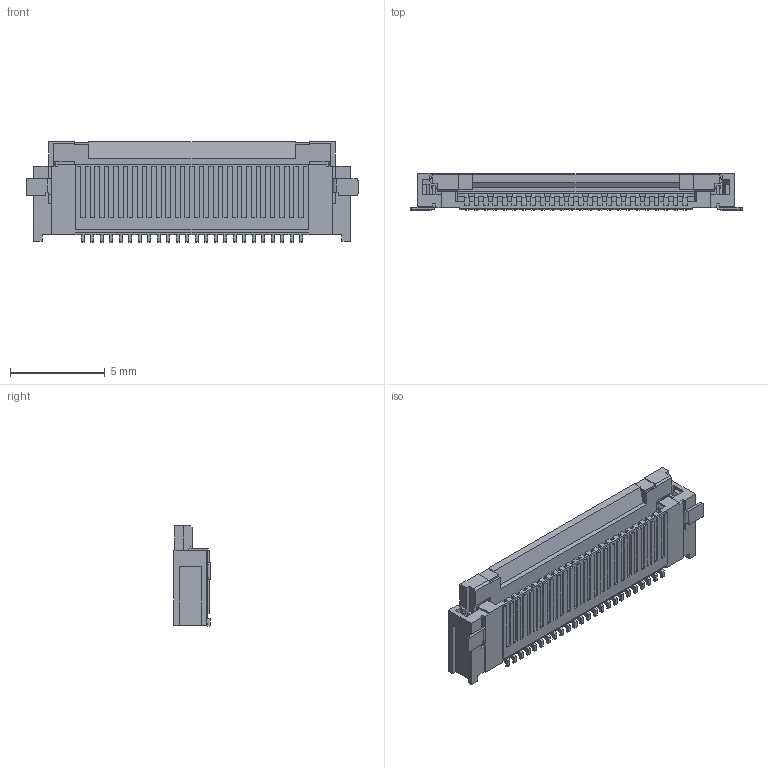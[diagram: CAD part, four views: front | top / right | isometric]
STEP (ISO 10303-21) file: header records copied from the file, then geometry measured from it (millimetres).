
FILE_DESCRIPTION((''),'2;1');
FILE_NAME('5051102491','2019-06-14T',('gga'),(''),'PRO/ENGINEER BY PARAMETRIC TECHNOLOGY CORPORATION, 2016010','PRO/ENGINEER BY PARAMETRIC TECHNOLOGY CORPORATION, 2016010','');
FILE_SCHEMA(('CONFIG_CONTROL_DESIGN'));
Length unit declared in the file: millimetre
Products named in the file (1): 5051102491
Bounding box: 17.5 x 1.9 x 5.3 mm (x, y, z)
Volume: 98.8 mm3; surface area: 428.5 mm2
Topology: 1 solids, 1 shells, 1296 faces, 4108 edges, 2766 vertices
Faces by surface type: plane 1223, cylinder 73
Entity records: 44641 total; most frequent: CARTESIAN_POINT 8083, ORIENTED_EDGE 8008, DIRECTION 6896, EDGE_CURVE 4004, VECTOR 3910, LINE 3910, VERTEX_POINT 2662, AXIS2_PLACEMENT_3D 1493
